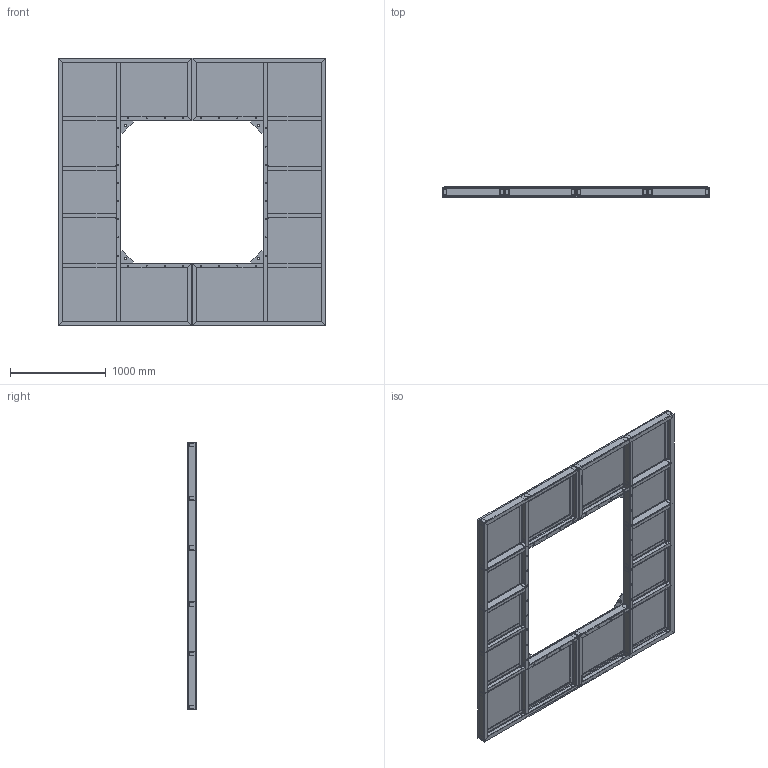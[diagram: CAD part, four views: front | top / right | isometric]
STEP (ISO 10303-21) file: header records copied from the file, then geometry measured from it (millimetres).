
FILE_DESCRIPTION (( 'STEP AP203' ), '1' );
FILE_NAME ('ÎÏ-01.00.00.000 STEP äëÿ ñàéòà .STEP', '2025-11-23T01:58:34', ( 'Ñåðãåé' ), ( '' ), 'SwSTEP 2.0', 'SolidWorks 2023', '' );
FILE_SCHEMA (( 'CONFIG_CONTROL_DESIGN' ));
Length unit declared in the file: millimetre
Products named in the file (17): ОП-01.01.00.106_1; ОП-01.01.00.100_1; Гайка M10 ГОСТ5915_2; ОП-01.00.00.000(2); Гайка М16 ГОСТ5915-70_2; ОП-01.01.00.102_1; Шайба 16 ГОСТ11371-78_2; Зеркально отразитьОП-01.01.00.103_1; ОП-01.00.00.000 STEP для сайта ; ОП-01.01.00.104_1; ОП-01.01.00.101_1; ОП-01.01.00.103_1; ОП-01.01.00.000_1; ВБ500-00.02.01.122_2; ОП-01.01.00.105_3; ОП-01.01.00.108_1; ОП-01.01.00.107_1
Assembly tree (65 placements, depth 4):
  ОП-01.00.00.000 STEP для сайта 
    ОП-01.00.00.000(2)
      ОП-01.01.00.000_1  x2
        ОП-01.01.00.100_1
        ОП-01.01.00.101_1
        ОП-01.01.00.102_1
        ОП-01.01.00.103_1
        Зеркально отразитьОП-01.01.00.103_1
        ОП-01.01.00.104_1
        ОП-01.01.00.105_3
        ОП-01.01.00.106_1
        ОП-01.01.00.107_1
        ОП-01.01.00.108_1
        ВБ500-00.02.01.122_2
        Гайка M10 ГОСТ5915_2
        Гайка М16 ГОСТ5915-70_2
        Шайба 16 ГОСТ11371-78_2
Bounding box: 2800 x 103 x 2800 mm (x, y, z)
Volume: 46328684.2 mm3; surface area: 21194414.5 mm2
Topology: 124 solids, 124 shells, 1776 faces, 4516 edges, 2988 vertices
Faces by surface type: plane 1120, cylinder 436, cone 220
Entity records: 11177 total; most frequent: CARTESIAN_POINT 2038, DIRECTION 1286, ORIENTED_EDGE 1220, EDGE_CURVE 610, AXIS2_PLACEMENT_3D 446, VERTEX_POINT 406, VECTOR 394, LINE 394
